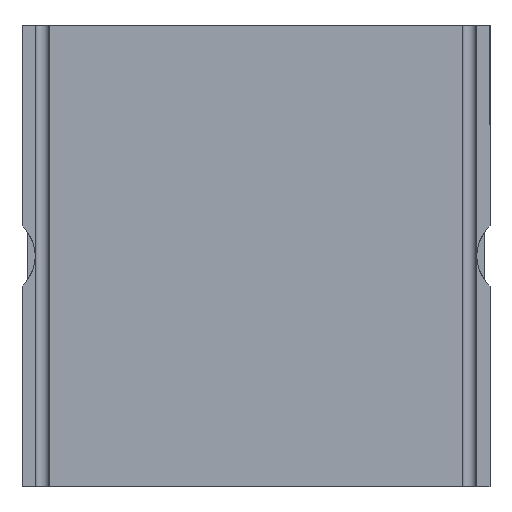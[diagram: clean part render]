
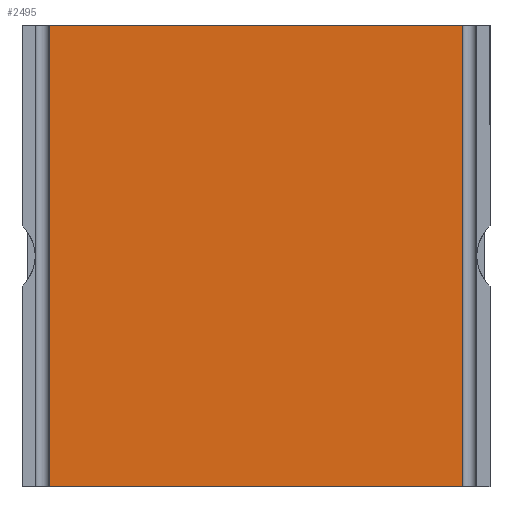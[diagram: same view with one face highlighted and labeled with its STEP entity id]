
A CAD part, left-side view. The second image highlights one B-rep face of the part: STEP entity #2495.
In plain terms, the highlighted planar face has unit normal (-1, 0, 0).
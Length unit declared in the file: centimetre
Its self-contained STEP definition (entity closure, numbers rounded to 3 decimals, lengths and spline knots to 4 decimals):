
#163=FACE_OUTER_BOUND($,#297,.T.);
#297=EDGE_LOOP($,(#2059,#2060,#2061,#2062));
#513=LINE($,#4563,#830);
#579=LINE($,#4702,#896);
#580=LINE($,#4705,#897);
#581=LINE($,#4706,#898);
#830=VECTOR($,#3033,6.0757);
#896=VECTOR($,#3159,6.7804);
#897=VECTOR($,#3162,6.7804);
#898=VECTOR($,#3163,6.0757);
#1126=VERTEX_POINT($,#4560);
#1127=VERTEX_POINT($,#4562);
#1170=VERTEX_POINT($,#4700);
#1171=VERTEX_POINT($,#4704);
#1420=EDGE_CURVE($,#1126,#1127,#513,.T.);
#1492=EDGE_CURVE($,#1126,#1170,#579,.T.);
#1493=EDGE_CURVE($,#1171,#1127,#580,.T.);
#1494=EDGE_CURVE($,#1171,#1170,#581,.T.);
#2059=ORIENTED_EDGE($,*,*,#1493,.T.);
#2060=ORIENTED_EDGE($,*,*,#1420,.F.);
#2061=ORIENTED_EDGE($,*,*,#1492,.T.);
#2062=ORIENTED_EDGE($,*,*,#1494,.F.);
#2368=PLANE($,#2649);
#2495=ADVANCED_FACE($,(#163),#2368,.F.);
#2649=AXIS2_PLACEMENT_3D($,#4703,#3160,#3161);
#3033=DIRECTION($,(0.,1.,0.));
#3159=DIRECTION($,(0.,0.,1.));
#3160=DIRECTION('center_axis',(1.,0.,0.));
#3161=DIRECTION('ref_axis',(0.,0.,1.));
#3162=DIRECTION($,(0.,0.,-1.));
#3163=DIRECTION($,(0.,-1.,0.));
#4560=CARTESIAN_POINT('',(-4.4366,0.8784,-2.9031));
#4562=CARTESIAN_POINT('',(-4.4366,6.9542,-2.9031));
#4563=CARTESIAN_POINT($,(-4.4366,5.3174,-2.9031));
#4700=CARTESIAN_POINT('',(-4.4366,0.8784,3.8773));
#4702=CARTESIAN_POINT($,(-4.4366,0.8784,0.9371));
#4703=CARTESIAN_POINT('Origin',(-4.4366,6.7185,0.4871));
#4704=CARTESIAN_POINT('',(-4.4366,6.9542,3.8773));
#4705=CARTESIAN_POINT($,(-4.4366,6.9542,0.0371));
#4706=CARTESIAN_POINT($,(-4.4366,5.3174,3.8773));
